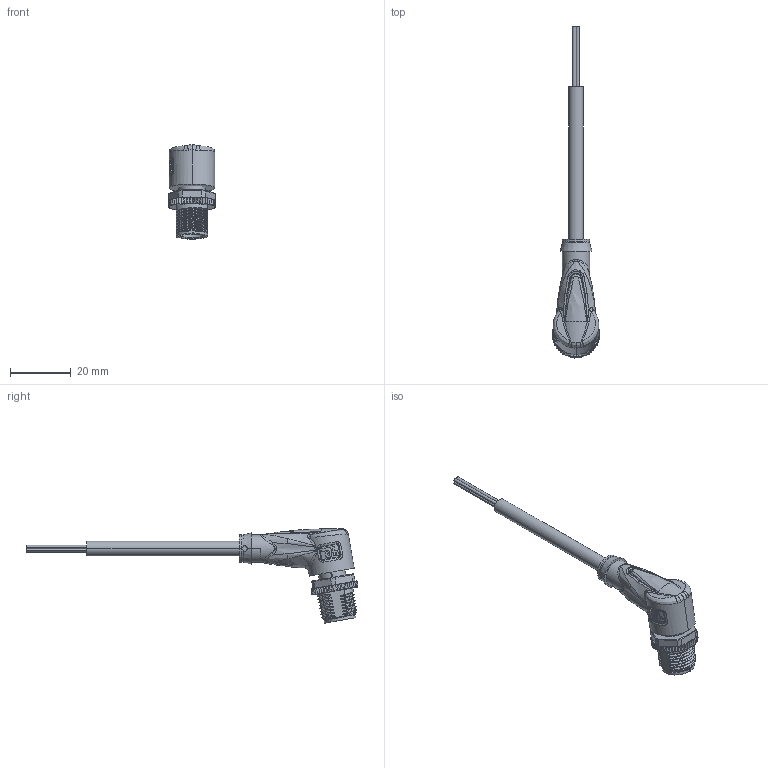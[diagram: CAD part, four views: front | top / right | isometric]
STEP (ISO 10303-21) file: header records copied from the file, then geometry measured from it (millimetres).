
FILE_DESCRIPTION(('STEP AP214'),'1');
FILE_NAME('cctmp_87CF4D9A-ECEE-4D63-B9D7-FDEFF6DFB52C_2022_04_27_10_50_50_0763..stp','2022-04-27T08:50:55',('KiM GmbH'),('CADClick - www.CADClick.com'),'Spatial InterOp 3D postprocessed',' ','unknown authorization');
FILE_SCHEMA(('AUTOMOTIVE_DESIGN'));
Length unit declared in the file: millimetre
Products named in the file (7): T198266_1; Connection2; Cable; Connection1; Connection1_2; Connection1_1; T198266
Assembly tree (6 placements, depth 4):
  T198266
    T198266_1
      Connection2
      Cable
      Connection1
        Connection1_2
        Connection1_1
Bounding box: 15.4 x 108.98 x 30.94 mm (x, y, z)
Volume: 6800.5 mm3; surface area: 5494.3 mm2
Topology: 8 solids, 10 shells, 1179 faces, 3084 edges, 1953 vertices
Faces by surface type: plane 493, cylinder 288, bspline 177, torus 142, cone 67, sphere 8, extrusion 4
Entity records: 54690 total; most frequent: CARTESIAN_POINT 23459, ORIENTED_EDGE 6146, DIRECTION 5188, EDGE_CURVE 3073, VERTEX_POINT 1953, AXIS2_PLACEMENT_3D 1840, VECTOR 1508, LINE 1504
